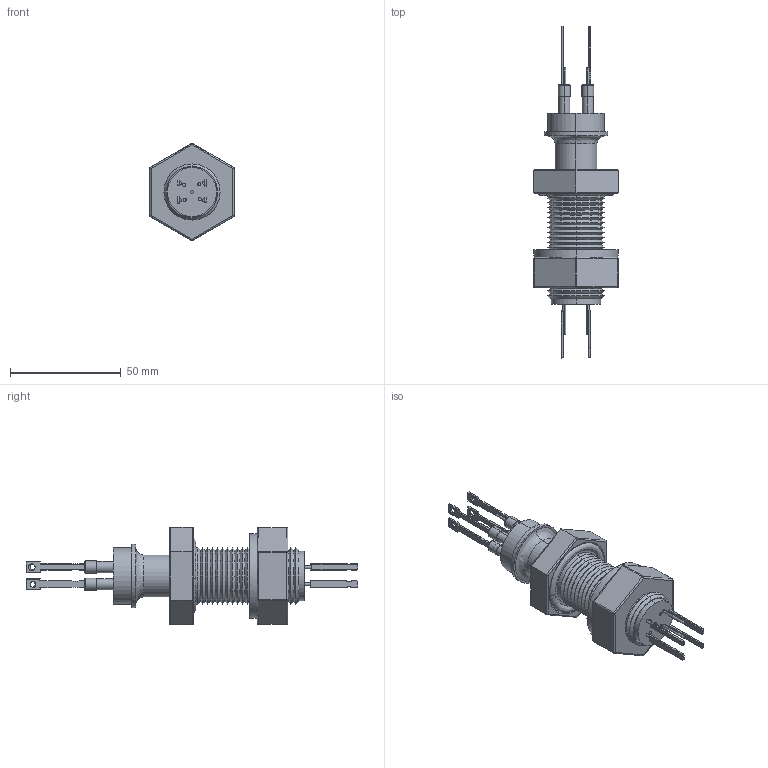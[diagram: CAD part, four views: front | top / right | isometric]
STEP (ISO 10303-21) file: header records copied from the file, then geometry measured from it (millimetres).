
FILE_DESCRIPTION (( 'STEP AP203' ), '1' );
FILE_NAME ('A0785-3-BP.STEP', '2013-04-01T12:43:30', ( '' ), ( '' ), 'SwSTEP 2.0', 'SolidWorks 2012', '' );
FILE_SCHEMA (( 'CONFIG_CONTROL_DESIGN' ));
Length unit declared in the file: inch
Products named in the file (1): A0785-3-BP
Bounding box: 38.1 x 150.11 x 43.99 mm (x, y, z)
Volume: 40938.5 mm3; surface area: 28197.8 mm2
Topology: 5 solids, 9 shells, 448 faces, 1068 edges, 662 vertices
Faces by surface type: cylinder 188, plane 148, cone 78, bspline 34
Entity records: 13825 total; most frequent: CARTESIAN_POINT 3177, DIRECTION 2340, ORIENTED_EDGE 2120, EDGE_CURVE 1060, AXIS2_PLACEMENT_3D 911, VERTEX_POINT 662, EDGE_LOOP 520, VECTOR 518
